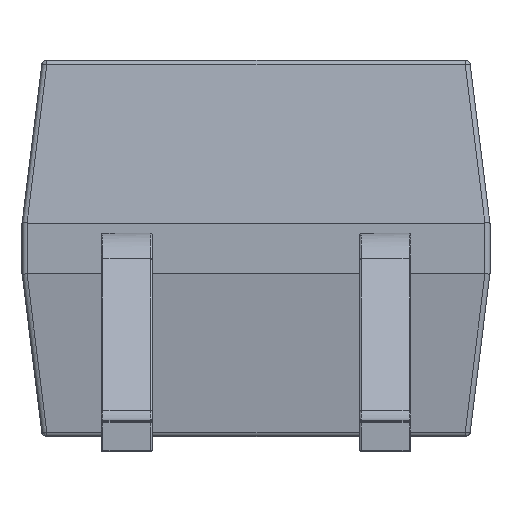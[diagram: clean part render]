
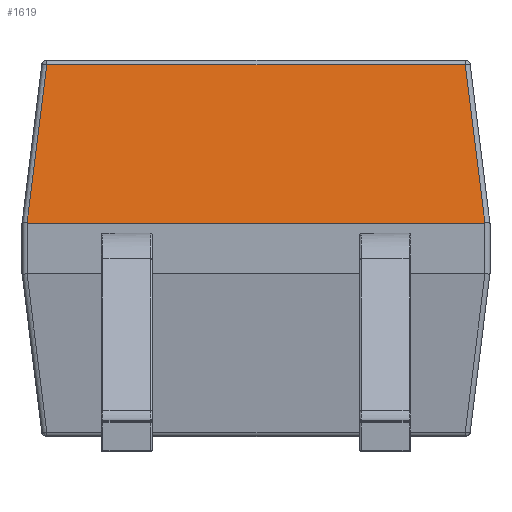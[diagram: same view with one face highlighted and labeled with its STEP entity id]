
A CAD part, left-side view. The second image highlights one B-rep face of the part: STEP entity #1619.
In plain terms, the highlighted free-form (B-spline) face has degree [1, 1] with [2, 2] control points.
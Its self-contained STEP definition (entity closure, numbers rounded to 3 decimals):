
#1331 = VERTEX_POINT('',#1332);
#1332 = CARTESIAN_POINT('',(-3.25,-2.25,2.282));
#1337 = EDGE_CURVE('',#1331,#1338,#1340,.T.);
#1338 = VERTEX_POINT('',#1339);
#1339 = CARTESIAN_POINT('',(-3.25,2.25,2.282));
#1340 = B_SPLINE_CURVE_WITH_KNOTS('',1,(#1341,#1342),.UNSPECIFIED.,.F.,
  .F.,(2,2),(-4.55,-0.05),.PIECEWISE_BEZIER_KNOTS.);
#1341 = CARTESIAN_POINT('',(-3.25,-2.25,2.282));
#1342 = CARTESIAN_POINT('',(-3.25,2.25,2.282));
#1619 = ADVANCED_FACE('',(#1620),#1660,.T.);
#1620 = FACE_BOUND('',#1621,.T.);
#1621 = EDGE_LOOP('',(#1622,#1631,#1638,#1639,#1648,#1655));
#1622 = ORIENTED_EDGE('',*,*,#1623,.T.);
#1623 = EDGE_CURVE('',#1624,#1626,#1628,.T.);
#1624 = VERTEX_POINT('',#1625);
#1625 = CARTESIAN_POINT('',(-3.055,2.056,
    3.838));
#1626 = VERTEX_POINT('',#1627);
#1627 = CARTESIAN_POINT('',(-3.25,2.25,
    2.282));
#1628 = B_SPLINE_CURVE_WITH_KNOTS('',1,(#1629,#1630),.UNSPECIFIED.,.F.,
  .F.,(2,2),(0.297,1.877),.PIECEWISE_BEZIER_KNOTS.);
#1629 = CARTESIAN_POINT('',(-3.055,2.056,
    3.838));
#1630 = CARTESIAN_POINT('',(-3.25,2.25,
    2.282));
#1631 = ORIENTED_EDGE('',*,*,#1632,.T.);
#1632 = EDGE_CURVE('',#1626,#1338,#1633,.T.);
#1633 = ( BOUNDED_CURVE() B_SPLINE_CURVE(3,(#1634,#1635,#1636,#1637),
.UNSPECIFIED.,.F.,.F.) B_SPLINE_CURVE_WITH_KNOTS((4,4),(6.275,
6.283),.PIECEWISE_BEZIER_KNOTS.) CURVE() 
GEOMETRIC_REPRESENTATION_ITEM() RATIONAL_B_SPLINE_CURVE((1.,
1.,1.,1.)) REPRESENTATION_ITEM('') );
#1634 = CARTESIAN_POINT('',(-3.25,2.25,
    2.282));
#1635 = CARTESIAN_POINT('',(-3.25,2.25,
    2.282));
#1636 = CARTESIAN_POINT('',(-3.25,2.25,2.282));
#1637 = CARTESIAN_POINT('',(-3.25,2.25,2.282));
#1638 = ORIENTED_EDGE('',*,*,#1337,.F.);
#1639 = ORIENTED_EDGE('',*,*,#1640,.T.);
#1640 = EDGE_CURVE('',#1331,#1641,#1643,.T.);
#1641 = VERTEX_POINT('',#1642);
#1642 = CARTESIAN_POINT('',(-3.25,-2.25,
    2.282));
#1643 = ( BOUNDED_CURVE() B_SPLINE_CURVE(3,(#1644,#1645,#1646,#1647),
.UNSPECIFIED.,.F.,.F.) B_SPLINE_CURVE_WITH_KNOTS((4,4),(
    0.,0.008),.PIECEWISE_BEZIER_KNOTS.) 
CURVE() GEOMETRIC_REPRESENTATION_ITEM() RATIONAL_B_SPLINE_CURVE((1.,
1.,1.,1.)) REPRESENTATION_ITEM('') );
#1644 = CARTESIAN_POINT('',(-3.25,-2.25,2.282));
#1645 = CARTESIAN_POINT('',(-3.25,-2.25,2.282));
#1646 = CARTESIAN_POINT('',(-3.25,-2.25,
    2.282));
#1647 = CARTESIAN_POINT('',(-3.25,-2.25,
    2.282));
#1648 = ORIENTED_EDGE('',*,*,#1649,.T.);
#1649 = EDGE_CURVE('',#1641,#1650,#1652,.T.);
#1650 = VERTEX_POINT('',#1651);
#1651 = CARTESIAN_POINT('',(-3.055,-2.056,
    3.838));
#1652 = B_SPLINE_CURVE_WITH_KNOTS('',1,(#1653,#1654),.UNSPECIFIED.,.F.,
  .F.,(2,2),(-1.877,-0.297),.PIECEWISE_BEZIER_KNOTS.);
#1653 = CARTESIAN_POINT('',(-3.25,-2.25,
    2.282));
#1654 = CARTESIAN_POINT('',(-3.055,-2.056,
    3.838));
#1655 = ORIENTED_EDGE('',*,*,#1656,.T.);
#1656 = EDGE_CURVE('',#1650,#1624,#1657,.T.);
#1657 = B_SPLINE_CURVE_WITH_KNOTS('',1,(#1658,#1659),.UNSPECIFIED.,.F.,
  .F.,(2,2),(-2.056,2.056),.PIECEWISE_BEZIER_KNOTS.);
#1658 = CARTESIAN_POINT('',(-3.055,-2.056,
    3.838));
#1659 = CARTESIAN_POINT('',(-3.055,2.056,
    3.838));
#1660 = B_SPLINE_SURFACE_WITH_KNOTS('',1,1,(
    (#1661,#1662)
    ,(#1663,#1664
    )),.UNSPECIFIED.,.F.,.F.,.F.,(2,2),(2,2),(-2.25,
    2.25),(0.044,1.612),
  .PIECEWISE_BEZIER_KNOTS.);
#1661 = CARTESIAN_POINT('',(-3.055,-2.25,
    3.838));
#1662 = CARTESIAN_POINT('',(-3.25,-2.25,2.282));
#1663 = CARTESIAN_POINT('',(-3.055,2.25,
    3.838));
#1664 = CARTESIAN_POINT('',(-3.25,2.25,2.282));
